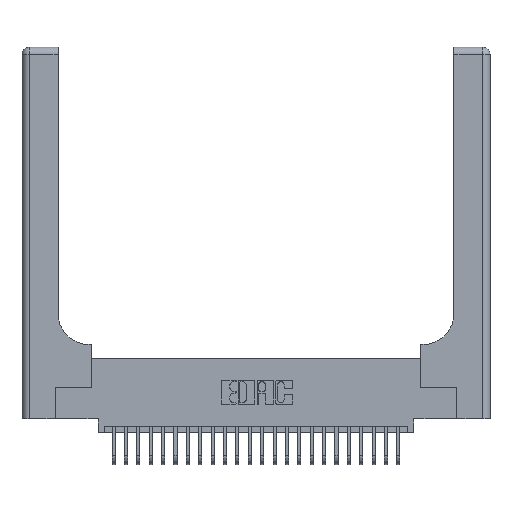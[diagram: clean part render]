
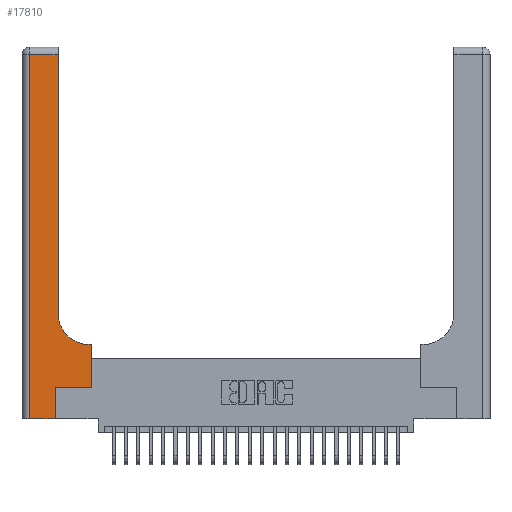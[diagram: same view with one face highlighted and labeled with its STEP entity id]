
A CAD part, top view. The second image highlights one B-rep face of the part: STEP entity #17810.
In plain terms, the highlighted planar face has unit normal (0, 0, 1).
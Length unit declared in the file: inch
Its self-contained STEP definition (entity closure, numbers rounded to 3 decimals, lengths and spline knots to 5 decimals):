
#90 = CARTESIAN_POINT ( 'NONE',  ( 0.269, 0.25, 0.37 ) ) ;
#528 = LINE ( 'NONE', #27978, #5376 ) ;
#2394 = VERTEX_POINT ( 'NONE', #18144 ) ;
#2882 = DIRECTION ( 'NONE',  ( 0., -1., 0. ) ) ;
#2949 = ORIENTED_EDGE ( 'NONE', *, *, #23627, .T. ) ;
#3317 = CARTESIAN_POINT ( 'NONE',  ( 0.5585, 0.6, 0.37 ) ) ;
#3481 = DIRECTION ( 'NONE',  ( 0., 0., -1. ) ) ;
#4183 = ORIENTED_EDGE ( 'NONE', *, *, #22750, .T. ) ;
#4512 = VECTOR ( 'NONE', #2882, 39.37008 ) ;
#4796 = LINE ( 'NONE', #90, #16838 ) ;
#4799 = DIRECTION ( 'NONE',  ( 0., 1., 0. ) ) ;
#4925 = DIRECTION ( 'NONE',  ( 1., 0., 0. ) ) ;
#5212 = ORIENTED_EDGE ( 'NONE', *, *, #23506, .T. ) ;
#5376 = VECTOR ( 'NONE', #8591, 39.37008 ) ;
#5898 = LINE ( 'NONE', #26668, #11023 ) ;
#6204 = CIRCLE ( 'NONE', #16259, 0.25 ) ;
#6286 = ORIENTED_EDGE ( 'NONE', *, *, #12252, .T. ) ;
#6553 = DIRECTION ( 'NONE',  ( 0., 1., 0. ) ) ;
#7334 = CARTESIAN_POINT ( 'NONE',  ( 0.269, 0., 0.37 ) ) ;
#7483 = ORIENTED_EDGE ( 'NONE', *, *, #22535, .T. ) ;
#7554 = EDGE_CURVE ( 'NONE', #2394, #12166, #4796, .T. ) ;
#7590 = EDGE_CURVE ( 'NONE', #27173, #16899, #6204, .T. ) ;
#7770 = CARTESIAN_POINT ( 'NONE',  ( 0.5585, 0.25, 0.37 ) ) ;
#8591 = DIRECTION ( 'NONE',  ( -1., 0., 0. ) ) ;
#8793 = VERTEX_POINT ( 'NONE', #25742 ) ;
#8989 = LINE ( 'NONE', #13665, #19259 ) ;
#11023 = VECTOR ( 'NONE', #4925, 39.37008 ) ;
#11139 = PLANE ( 'NONE',  #20020 ) ;
#11319 = VERTEX_POINT ( 'NONE', #17397 ) ;
#11713 = ORIENTED_EDGE ( 'NONE', *, *, #7590, .T. ) ;
#11791 = CARTESIAN_POINT ( 'NONE',  ( 0.5415, 0.6, 0.37 ) ) ;
#12166 = VERTEX_POINT ( 'NONE', #7770 ) ;
#12201 = CARTESIAN_POINT ( 'NONE',  ( 0.5415, 0.85, 0.37 ) ) ;
#12252 = EDGE_CURVE ( 'NONE', #22818, #27173, #528, .T. ) ;
#12291 = EDGE_CURVE ( 'NONE', #16055, #27540, #22088, .T. ) ;
#12465 = CARTESIAN_POINT ( 'NONE',  ( 0.06, 2.94, 0.37 ) ) ;
#13268 = VECTOR ( 'NONE', #22089, 39.37008 ) ;
#13647 = CARTESIAN_POINT ( 'NONE',  ( 0., 3., 0.37 ) ) ;
#13665 = CARTESIAN_POINT ( 'NONE',  ( 0.2915, 3., 0.37 ) ) ;
#15550 = DIRECTION ( 'NONE',  ( 0., 0., -1. ) ) ;
#15632 = DIRECTION ( 'NONE',  ( 1., 0., 0. ) ) ;
#15645 = DIRECTION ( 'NONE',  ( -1., 0., 0. ) ) ;
#16055 = VERTEX_POINT ( 'NONE', #16320 ) ;
#16123 = LINE ( 'NONE', #23660, #21850 ) ;
#16239 = LINE ( 'NONE', #7334, #21307 ) ;
#16259 = AXIS2_PLACEMENT_3D ( 'NONE', #12201, #3481, #20959 ) ;
#16320 = CARTESIAN_POINT ( 'NONE',  ( 0.2915, 2.94, 0.37 ) ) ;
#16549 = LINE ( 'NONE', #20287, #4512 ) ;
#16838 = VECTOR ( 'NONE', #15632, 39.37008 ) ;
#16899 = VERTEX_POINT ( 'NONE', #24013 ) ;
#17397 = CARTESIAN_POINT ( 'NONE',  ( 0.269, 0., 0.37 ) ) ;
#17810 = ADVANCED_FACE ( 'NONE', ( #22891 ), #11139, .F. ) ;
#17958 = CARTESIAN_POINT ( 'NONE',  ( 0., 2.94, 0.37 ) ) ;
#18144 = CARTESIAN_POINT ( 'NONE',  ( 0.269, 0.25, 0.37 ) ) ;
#18567 = DIRECTION ( 'NONE',  ( 0., 1., 0. ) ) ;
#19259 = VECTOR ( 'NONE', #4799, 39.37008 ) ;
#19560 = EDGE_LOOP ( 'NONE', ( #4183, #24545, #7483, #5212, #2949, #24699, #25524, #6286, #11713 ) ) ;
#20020 = AXIS2_PLACEMENT_3D ( 'NONE', #13647, #15550, #15645 ) ;
#20287 = CARTESIAN_POINT ( 'NONE',  ( 0.06, 3., 0.37 ) ) ;
#20959 = DIRECTION ( 'NONE',  ( 1., 0., 0. ) ) ;
#21307 = VECTOR ( 'NONE', #18567, 39.37008 ) ;
#21850 = VECTOR ( 'NONE', #6553, 39.37008 ) ;
#22088 = LINE ( 'NONE', #17958, #13268 ) ;
#22089 = DIRECTION ( 'NONE',  ( -1., 0., 0. ) ) ;
#22535 = EDGE_CURVE ( 'NONE', #27540, #8793, #16549, .T. ) ;
#22750 = EDGE_CURVE ( 'NONE', #16899, #16055, #8989, .T. ) ;
#22818 = VERTEX_POINT ( 'NONE', #3317 ) ;
#22891 = FACE_OUTER_BOUND ( 'NONE', #19560, .T. ) ;
#23506 = EDGE_CURVE ( 'NONE', #8793, #11319, #5898, .T. ) ;
#23627 = EDGE_CURVE ( 'NONE', #11319, #2394, #16239, .T. ) ;
#23660 = CARTESIAN_POINT ( 'NONE',  ( 0.5585, 0.25, 0.37 ) ) ;
#24013 = CARTESIAN_POINT ( 'NONE',  ( 0.2915, 0.85, 0.37 ) ) ;
#24545 = ORIENTED_EDGE ( 'NONE', *, *, #12291, .T. ) ;
#24699 = ORIENTED_EDGE ( 'NONE', *, *, #7554, .T. ) ;
#25392 = EDGE_CURVE ( 'NONE', #12166, #22818, #16123, .T. ) ;
#25524 = ORIENTED_EDGE ( 'NONE', *, *, #25392, .T. ) ;
#25742 = CARTESIAN_POINT ( 'NONE',  ( 0.06, 0., 0.37 ) ) ;
#26668 = CARTESIAN_POINT ( 'NONE',  ( 0., 0., 0.37 ) ) ;
#27173 = VERTEX_POINT ( 'NONE', #11791 ) ;
#27540 = VERTEX_POINT ( 'NONE', #12465 ) ;
#27978 = CARTESIAN_POINT ( 'NONE',  ( 0.2915, 0.6, 0.37 ) ) ;
